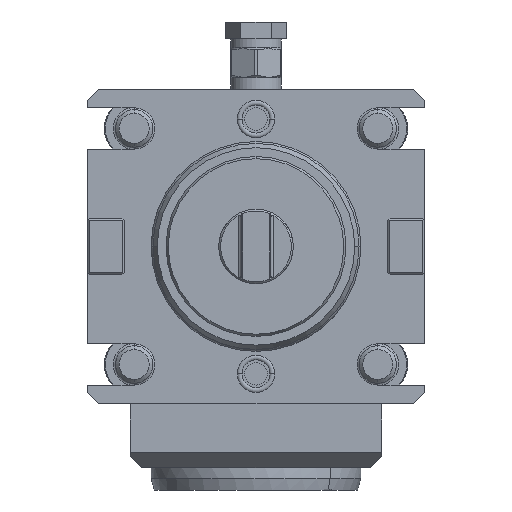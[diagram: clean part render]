
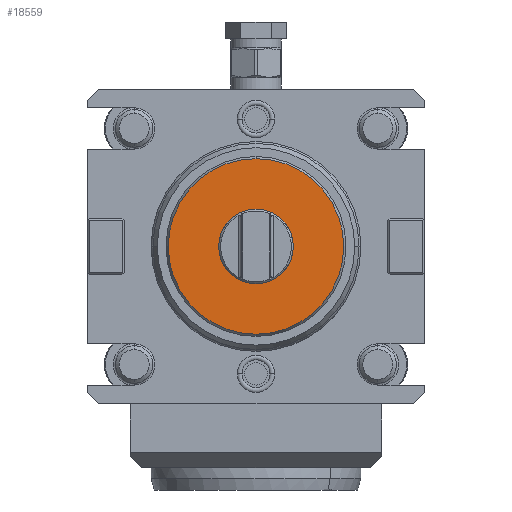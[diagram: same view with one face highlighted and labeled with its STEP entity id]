
A CAD part, front view. The second image highlights one B-rep face of the part: STEP entity #18559.
In plain terms, the highlighted planar face has unit normal (0, -1, 0).
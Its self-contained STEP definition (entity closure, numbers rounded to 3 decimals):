
#2847=CARTESIAN_POINT('',(0.,-133.,0.));
#2848=DIRECTION('',(0.,-1.,0.));
#2849=DIRECTION('',(0.,0.,1.));
#2850=AXIS2_PLACEMENT_3D('',#2847,#2848,#2849);
#2852=CARTESIAN_POINT('',(0.,-133.,0.));
#2853=DIRECTION('',(0.,-1.,0.));
#2854=DIRECTION('',(0.,0.,-1.));
#2855=AXIS2_PLACEMENT_3D('',#2852,#2853,#2854);
#2871=CARTESIAN_POINT('',(0.,-133.,0.));
#2872=DIRECTION('',(0.,1.,0.));
#2873=DIRECTION('',(0.,0.,1.));
#2874=AXIS2_PLACEMENT_3D('',#2871,#2872,#2873);
#2886=CARTESIAN_POINT('',(0.,-133.,0.));
#2887=DIRECTION('',(0.,1.,0.));
#2888=DIRECTION('',(0.,0.,-1.));
#2889=AXIS2_PLACEMENT_3D('',#2886,#2887,#2888);
#13792=CARTESIAN_POINT('',(0.,-133.,23.423));
#13793=CARTESIAN_POINT('',(0.,-133.,-23.423));
#13794=VERTEX_POINT('',#13792);
#13795=VERTEX_POINT('',#13793);
#14927=CARTESIAN_POINT('',(0.,-133.,9.95));
#14928=CARTESIAN_POINT('',(0.,-133.,-9.95));
#14929=VERTEX_POINT('',#14927);
#14930=VERTEX_POINT('',#14928);
#18543=CARTESIAN_POINT('',(0.,-133.,-59.));
#18544=DIRECTION('',(0.,-1.,0.));
#18545=DIRECTION('',(1.,0.,0.));
#18546=AXIS2_PLACEMENT_3D('',#18543,#18544,#18545);
#18547=PLANE('',#18546);
#18549=ORIENTED_EDGE('',*,*,#18548,.F.);
#18550=ORIENTED_EDGE('',*,*,#18533,.F.);
#18551=EDGE_LOOP('',(#18549,#18550));
#18552=FACE_OUTER_BOUND('',#18551,.F.);
#18554=ORIENTED_EDGE('',*,*,#18553,.F.);
#18556=ORIENTED_EDGE('',*,*,#18555,.F.);
#18557=EDGE_LOOP('',(#18554,#18556));
#18558=FACE_BOUND('',#18557,.F.);
#2851=CIRCLE('',#2850,23.423);
#2856=CIRCLE('',#2855,23.423);
#2875=CIRCLE('',#2874,9.95);
#2890=CIRCLE('',#2889,9.95);
#18533=EDGE_CURVE('',#13795,#13794,#2856,.T.);
#18548=EDGE_CURVE('',#13794,#13795,#2851,.T.);
#18553=EDGE_CURVE('',#14929,#14930,#2875,.T.);
#18555=EDGE_CURVE('',#14930,#14929,#2890,.T.);
#18559=ADVANCED_FACE('',(#18552,#18558),#18547,.T.);
